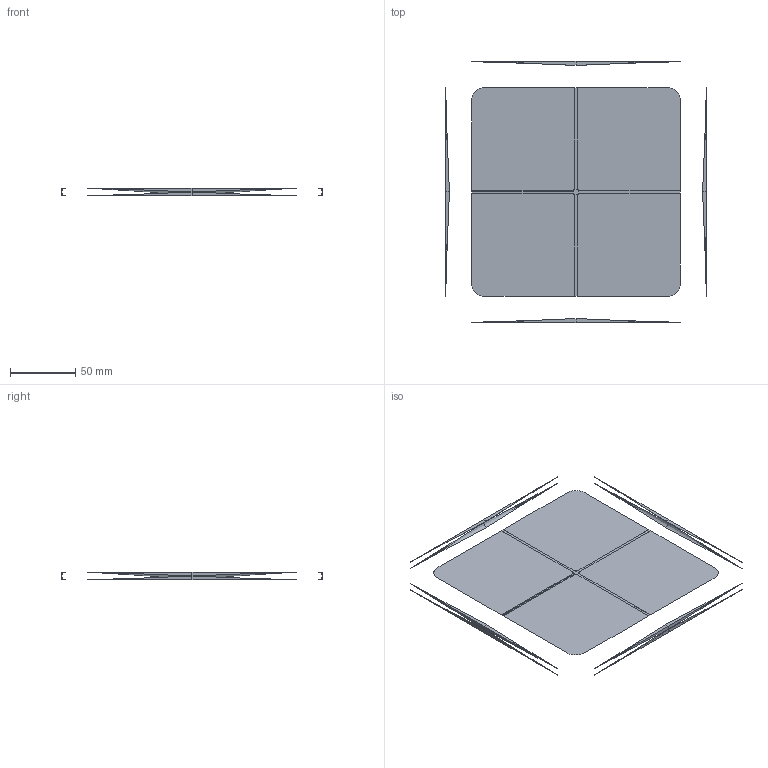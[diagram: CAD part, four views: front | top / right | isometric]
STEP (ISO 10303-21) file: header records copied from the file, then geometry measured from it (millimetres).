
FILE_DESCRIPTION(/* description */ (''),/* implementation_level */ '2;1');
FILE_NAME(/* name */ 'Cutouts.step',/* time_stamp */ '2020-02-22T22:40:18+01:00',/* author */ (''),/* organization */ (''),/* preprocessor_version */ 'ST-DEVELOPER v18',/* originating_system */ 'Autodesk Translation Framework v8.12.0.6',/* authorisation */ '');
FILE_SCHEMA (('AUTOMOTIVE_DESIGN { 1 0 10303 214 3 1 1 }'));
Length unit declared in the file: millimetre
Products named in the file (5): Cutouts; FrameCornerFilletCutout; Top; Bottom; CurvedCutout
Assembly tree (4 placements, depth 3):
  Cutouts
    FrameCornerFilletCutout
      Top
      Bottom
    CurvedCutout
Bounding box: 200 x 200 x 6 mm (x, y, z)
Volume: 38177.4 mm3; surface area: 57721.2 mm2
Topology: 17 solids, 17 shells, 100 faces, 189 edges, 123 vertices
Faces by surface type: bspline 66, plane 34
Entity records: 12826 total; most frequent: CARTESIAN_POINT 11130, ORIENTED_EDGE 378, EDGE_CURVE 189, DIRECTION 153, B_SPLINE_CURVE_WITH_KNOTS 139, VERTEX_POINT 123, FACE_OUTER_BOUND 100, EDGE_LOOP 100
